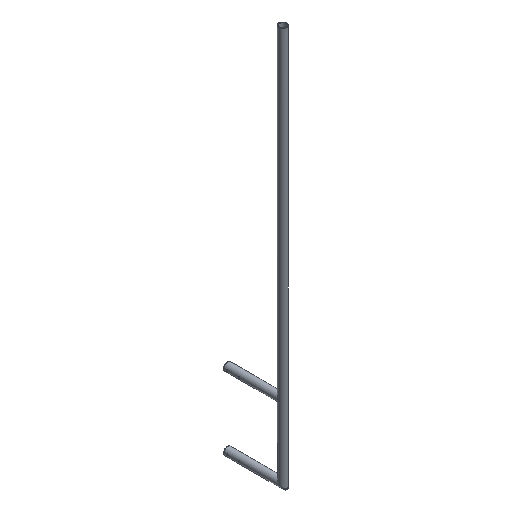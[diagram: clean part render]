
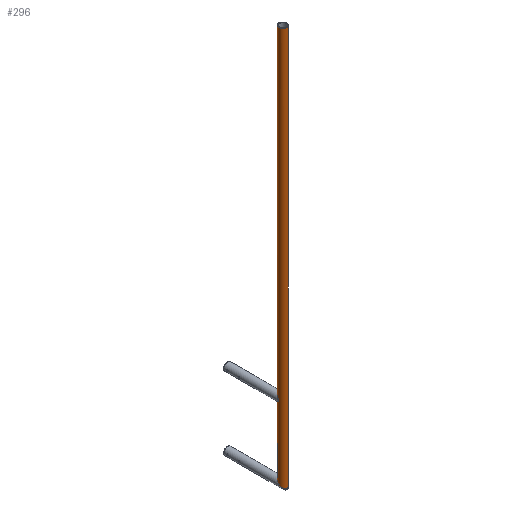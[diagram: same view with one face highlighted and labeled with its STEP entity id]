
A CAD part, isometric view. The second image highlights one B-rep face of the part: STEP entity #296.
In plain terms, the highlighted cylindrical face has radius 21.082 mm (diameter 42.164 mm), a full revolution.
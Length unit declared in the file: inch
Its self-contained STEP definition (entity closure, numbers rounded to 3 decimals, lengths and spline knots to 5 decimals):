
#32=ELLIPSE('',#325,1.1738,0.83);
#33=ELLIPSE('',#326,1.1738,0.83);
#34=ELLIPSE('',#328,1.1738,0.83);
#35=ELLIPSE('',#329,1.1738,0.83);
#39=CYLINDRICAL_SURFACE('',#327,0.83);
#59=FACE_BOUND('',#114,.T.);
#60=FACE_BOUND('',#115,.T.);
#89=FACE_OUTER_BOUND('',#113,.T.);
#113=EDGE_LOOP('',(#240,#241));
#114=EDGE_LOOP('',(#242,#243));
#115=EDGE_LOOP('',(#244));
#159=CIRCLE('',#330,0.83);
#167=VERTEX_POINT('',#426);
#168=VERTEX_POINT('',#427);
#173=VERTEX_POINT('',#571);
#174=VERTEX_POINT('',#572);
#175=VERTEX_POINT('',#575);
#200=EDGE_CURVE('',#167,#168,#32,.F.);
#201=EDGE_CURVE('',#167,#168,#33,.F.);
#206=EDGE_CURVE('',#173,#174,#34,.T.);
#207=EDGE_CURVE('',#174,#173,#35,.T.);
#208=EDGE_CURVE('',#175,#175,#159,.T.);
#240=ORIENTED_EDGE('',*,*,#201,.T.);
#241=ORIENTED_EDGE('',*,*,#200,.F.);
#242=ORIENTED_EDGE('',*,*,#206,.T.);
#243=ORIENTED_EDGE('',*,*,#207,.T.);
#244=ORIENTED_EDGE('',*,*,#208,.T.);
#296=ADVANCED_FACE('',(#89,#59,#60),#39,.T.);
#325=AXIS2_PLACEMENT_3D('',#428,#363,#364);
#326=AXIS2_PLACEMENT_3D('',#429,#365,#366);
#327=AXIS2_PLACEMENT_3D('',#570,#367,#368);
#328=AXIS2_PLACEMENT_3D('',#573,#369,#370);
#329=AXIS2_PLACEMENT_3D('',#574,#371,#372);
#330=AXIS2_PLACEMENT_3D('',#576,#373,#374);
#363=DIRECTION('center_axis',(0.,-0.707,0.707));
#364=DIRECTION('ref_axis',(0.,0.707,0.707));
#365=DIRECTION('center_axis',(0.,0.707,-0.707));
#366=DIRECTION('ref_axis',(0.,0.707,0.707));
#367=DIRECTION('center_axis',(0.,0.,-1.));
#368=DIRECTION('ref_axis',(1.,0.,0.));
#369=DIRECTION('center_axis',(0.,-0.707,-0.707));
#370=DIRECTION('ref_axis',(0.,-0.707,0.707));
#371=DIRECTION('center_axis',(0.,-0.707,0.707));
#372=DIRECTION('ref_axis',(0.,-0.707,-0.707));
#373=DIRECTION('center_axis',(0.,0.,-1.));
#374=DIRECTION('ref_axis',(1.,0.,0.));
#426=CARTESIAN_POINT('',(-19.17,-132.99997,35.25003));
#427=CARTESIAN_POINT('',(-20.83,-133.,35.25));
#428=CARTESIAN_POINT('Origin',(-20.,-133.,35.25));
#429=CARTESIAN_POINT('Origin',(-20.,-133.,35.25));
#570=CARTESIAN_POINT('Origin',(-20.,-133.,33.39506));
#571=CARTESIAN_POINT('',(-20.83,-133.,50.75));
#572=CARTESIAN_POINT('',(-19.17,-133.,50.75));
#573=CARTESIAN_POINT('Origin',(-20.,-133.,50.75));
#574=CARTESIAN_POINT('Origin',(-20.,-133.,50.75));
#575=CARTESIAN_POINT('',(-20.83,-133.,119.25));
#576=CARTESIAN_POINT('Origin',(-20.,-133.,119.25));
